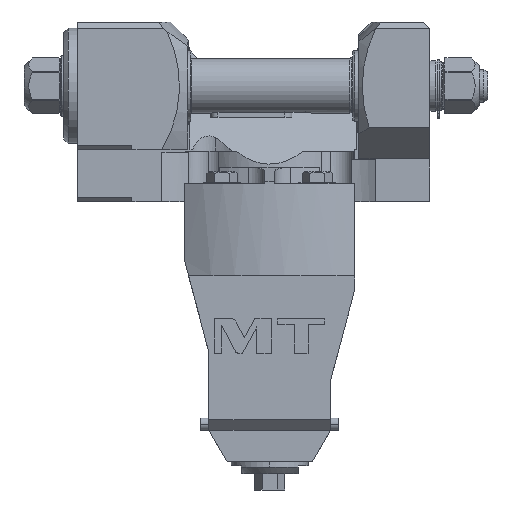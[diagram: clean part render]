
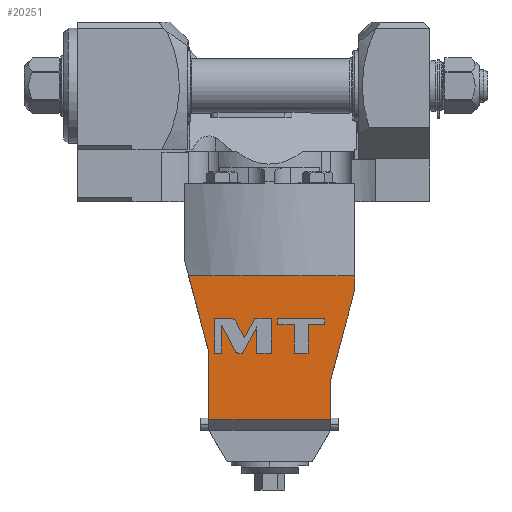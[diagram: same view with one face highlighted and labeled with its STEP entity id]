
A CAD part, left-side view. The second image highlights one B-rep face of the part: STEP entity #20251.
In plain terms, the highlighted planar face has unit normal (-1, 0, 0).
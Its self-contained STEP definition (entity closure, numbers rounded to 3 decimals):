
#721=DIRECTION('',(0.,-0.257,-0.967));
#722=VECTOR('',#721,39.006);
#723=CARTESIAN_POINT('',(-126.,40.009,2.7));
#724=LINE('',#723,#722);
#3581=DIRECTION('',(0.,0.,1.));
#3582=VECTOR('',#3581,6.9);
#3583=CARTESIAN_POINT('',(-126.,-42.,-4.2));
#3584=LINE('',#3583,#3582);
#3782=DIRECTION('',(0.,0.,-1.));
#3783=VECTOR('',#3782,33.4);
#3784=CARTESIAN_POINT('',(-126.,30.,-35.));
#3785=LINE('',#3784,#3783);
#3870=DIRECTION('',(0.,0.,1.));
#3871=VECTOR('',#3870,19.4);
#3872=CARTESIAN_POINT('',(-126.,-30.,-68.4));
#3873=LINE('',#3872,#3871);
#3882=DIRECTION('',(0.,-0.259,0.966));
#3883=VECTOR('',#3882,46.379);
#3884=CARTESIAN_POINT('',(-126.,-30.,-49.));
#3885=LINE('',#3884,#3883);
#4983=DIRECTION('',(0.,1.,0.));
#4984=VECTOR('',#4983,60.);
#4985=CARTESIAN_POINT('',(-126.,-30.,-68.4));
#4986=LINE('',#4985,#4984);
#4987=CARTESIAN_POINT('',(-126.,16.804,-19.607));
#4988=CARTESIAN_POINT('',(-126.,17.157,-18.924));
#4989=CARTESIAN_POINT('',(-126.,17.854,-18.5));
#4990=CARTESIAN_POINT('',(-126.,18.623,-18.5));
#4992=DIRECTION('',(0.,1.,0.));
#4993=VECTOR('',#4992,8.546);
#4994=CARTESIAN_POINT('',(-126.,18.623,-18.5));
#4995=LINE('',#4994,#4993);
#4996=DIRECTION('',(0.,0.,-1.));
#4997=VECTOR('',#4996,17.);
#4998=CARTESIAN_POINT('',(-126.,27.169,-18.5));
#4999=LINE('',#4998,#4997);
#5000=DIRECTION('',(0.,-1.,0.));
#5001=VECTOR('',#5000,3.536);
#5002=CARTESIAN_POINT('',(-126.,27.169,-35.5));
#5003=LINE('',#5002,#5001);
#5004=DIRECTION('',(0.,0.,1.));
#5005=VECTOR('',#5004,13.772);
#5006=CARTESIAN_POINT('',(-126.,23.633,-35.5));
#5007=LINE('',#5006,#5005);
#5008=DIRECTION('',(0.,-0.459,-0.888));
#5009=VECTOR('',#5008,14.258);
#5010=CARTESIAN_POINT('',(-126.,23.633,-21.728));
#5011=LINE('',#5010,#5009);
#5012=CARTESIAN_POINT('',(-126.,17.084,-34.393));
#5013=CARTESIAN_POINT('',(-126.,16.731,-35.076));
#5014=CARTESIAN_POINT('',(-126.,16.034,-35.5));
#5015=CARTESIAN_POINT('',(-126.,15.264,-35.5));
#5017=DIRECTION('',(0.,-1.,0.));
#5018=VECTOR('',#5017,1.773);
#5019=CARTESIAN_POINT('',(-126.,15.264,-35.5));
#5020=LINE('',#5019,#5018);
#5021=DIRECTION('',(0.,-0.481,0.877));
#5022=VECTOR('',#5021,14.75);
#5023=CARTESIAN_POINT('',(-126.,13.491,-35.5));
#5024=LINE('',#5023,#5022);
#5025=DIRECTION('',(0.,0.,-1.));
#5026=VECTOR('',#5025,12.93);
#5027=CARTESIAN_POINT('',(-126.,6.394,-22.57));
#5028=LINE('',#5027,#5026);
#5029=DIRECTION('',(0.,-1.,0.));
#5030=VECTOR('',#5029,7.154);
#5031=CARTESIAN_POINT('',(-126.,6.394,-35.5));
#5032=LINE('',#5031,#5030);
#5033=DIRECTION('',(0.,0.,1.));
#5034=VECTOR('',#5033,17.);
#5035=CARTESIAN_POINT('',(-126.,-0.76,-35.5));
#5036=LINE('',#5035,#5034);
#5037=DIRECTION('',(0.,1.,0.));
#5038=VECTOR('',#5037,8.065);
#5039=CARTESIAN_POINT('',(-126.,-0.76,-18.5));
#5040=LINE('',#5039,#5038);
#5041=DIRECTION('',(0.,0.481,-0.877));
#5042=VECTOR('',#5041,10.778);
#5043=CARTESIAN_POINT('',(-126.,7.305,-18.5));
#5044=LINE('',#5043,#5042);
#5045=DIRECTION('',(0.,0.459,0.888));
#5046=VECTOR('',#5045,9.39);
#5047=CARTESIAN_POINT('',(-126.,12.491,-27.948));
#5048=LINE('',#5047,#5046);
#5049=DIRECTION('',(0.,0.,-1.));
#5050=VECTOR('',#5049,14.105);
#5051=CARTESIAN_POINT('',(-126.,-12.193,-21.395));
#5052=LINE('',#5051,#5050);
#5053=DIRECTION('',(0.,-1.,0.));
#5054=VECTOR('',#5053,6.733);
#5055=CARTESIAN_POINT('',(-126.,-12.193,-35.5));
#5056=LINE('',#5055,#5054);
#5057=DIRECTION('',(0.,0.,1.));
#5058=VECTOR('',#5057,14.105);
#5059=CARTESIAN_POINT('',(-126.,-18.926,-35.5));
#5060=LINE('',#5059,#5058);
#5061=DIRECTION('',(0.,-1.,0.));
#5062=VECTOR('',#5061,8.242);
#5063=CARTESIAN_POINT('',(-126.,-18.926,-21.395));
#5064=LINE('',#5063,#5062);
#5065=DIRECTION('',(0.,0.,1.));
#5066=VECTOR('',#5065,2.895);
#5067=CARTESIAN_POINT('',(-126.,-27.168,-21.395));
#5068=LINE('',#5067,#5066);
#5069=DIRECTION('',(0.,1.,0.));
#5070=VECTOR('',#5069,23.217);
#5071=CARTESIAN_POINT('',(-126.,-27.168,-18.5));
#5072=LINE('',#5071,#5070);
#5073=DIRECTION('',(0.,0.,-1.));
#5074=VECTOR('',#5073,2.895);
#5075=CARTESIAN_POINT('',(-126.,-3.951,-18.5));
#5076=LINE('',#5075,#5074);
#5077=DIRECTION('',(0.,-1.,0.));
#5078=VECTOR('',#5077,8.242);
#5079=CARTESIAN_POINT('',(-126.,-3.951,-21.395));
#5080=LINE('',#5079,#5078);
#5508=DIRECTION('',(0.,1.,0.));
#5509=VECTOR('',#5508,82.009);
#5510=CARTESIAN_POINT('',(-126.,-42.,2.7));
#5511=LINE('',#5510,#5509);
#12915=CARTESIAN_POINT('',(-126.,40.009,2.7));
#12916=CARTESIAN_POINT('',(-126.,30.,-35.));
#12917=VERTEX_POINT('',#12915);
#12918=VERTEX_POINT('',#12916);
#12919=CARTESIAN_POINT('',(-126.,-30.,-49.));
#12920=CARTESIAN_POINT('',(-126.,-42.,-4.2));
#12921=VERTEX_POINT('',#12919);
#12922=VERTEX_POINT('',#12920);
#12923=CARTESIAN_POINT('',(-126.,-42.,2.7));
#12924=VERTEX_POINT('',#12923);
#12931=CARTESIAN_POINT('',(-126.,30.,-68.4));
#12933=VERTEX_POINT('',#12931);
#12934=CARTESIAN_POINT('',(-126.,-30.,-68.4));
#12935=VERTEX_POINT('',#12934);
#15154=CARTESIAN_POINT('',(-126.,16.804,-19.607));
#15155=VERTEX_POINT('',#15154);
#15156=CARTESIAN_POINT('',(-126.,18.623,-18.5));
#15157=VERTEX_POINT('',#15156);
#15158=CARTESIAN_POINT('',(-126.,27.169,-18.5));
#15159=VERTEX_POINT('',#15158);
#15160=CARTESIAN_POINT('',(-126.,27.169,-35.5));
#15161=VERTEX_POINT('',#15160);
#15162=CARTESIAN_POINT('',(-126.,23.633,-35.5));
#15163=VERTEX_POINT('',#15162);
#15164=CARTESIAN_POINT('',(-126.,23.633,-21.728));
#15165=VERTEX_POINT('',#15164);
#15166=CARTESIAN_POINT('',(-126.,17.084,-34.393));
#15167=VERTEX_POINT('',#15166);
#15168=CARTESIAN_POINT('',(-126.,15.264,-35.5));
#15169=VERTEX_POINT('',#15168);
#15170=CARTESIAN_POINT('',(-126.,13.491,-35.5));
#15171=VERTEX_POINT('',#15170);
#15172=CARTESIAN_POINT('',(-126.,6.394,-22.57));
#15173=VERTEX_POINT('',#15172);
#15174=CARTESIAN_POINT('',(-126.,6.394,-35.5));
#15175=VERTEX_POINT('',#15174);
#15176=CARTESIAN_POINT('',(-126.,-0.76,-35.5));
#15177=VERTEX_POINT('',#15176);
#15178=CARTESIAN_POINT('',(-126.,-0.76,-18.5));
#15179=VERTEX_POINT('',#15178);
#15180=CARTESIAN_POINT('',(-126.,7.305,-18.5));
#15181=VERTEX_POINT('',#15180);
#15182=CARTESIAN_POINT('',(-126.,12.491,-27.948));
#15183=VERTEX_POINT('',#15182);
#15184=CARTESIAN_POINT('',(-126.,-12.193,-21.395));
#15185=VERTEX_POINT('',#15184);
#15186=CARTESIAN_POINT('',(-126.,-12.193,-35.5));
#15187=VERTEX_POINT('',#15186);
#15188=CARTESIAN_POINT('',(-126.,-18.926,-35.5));
#15189=VERTEX_POINT('',#15188);
#15190=CARTESIAN_POINT('',(-126.,-18.926,-21.395));
#15191=VERTEX_POINT('',#15190);
#15192=CARTESIAN_POINT('',(-126.,-27.168,-21.395));
#15193=VERTEX_POINT('',#15192);
#15194=CARTESIAN_POINT('',(-126.,-27.168,-18.5));
#15195=VERTEX_POINT('',#15194);
#15196=CARTESIAN_POINT('',(-126.,-3.951,-18.5));
#15197=VERTEX_POINT('',#15196);
#15198=CARTESIAN_POINT('',(-126.,-3.951,-21.395));
#15199=VERTEX_POINT('',#15198);
#20185=CARTESIAN_POINT('',(-126.,-42.,-73.4));
#20186=DIRECTION('',(1.,0.,0.));
#20187=DIRECTION('',(0.,0.,1.));
#20188=AXIS2_PLACEMENT_3D('',#20185,#20186,#20187);
#20189=PLANE('',#20188);
#20191=ORIENTED_EDGE('',*,*,#20190,.T.);
#20192=ORIENTED_EDGE('',*,*,#19124,.F.);
#20193=ORIENTED_EDGE('',*,*,#16061,.F.);
#20195=ORIENTED_EDGE('',*,*,#20194,.F.);
#20196=ORIENTED_EDGE('',*,*,#18859,.F.);
#20197=ORIENTED_EDGE('',*,*,#19225,.F.);
#20198=ORIENTED_EDGE('',*,*,#19212,.F.);
#20199=EDGE_LOOP('',(#20191,#20192,#20193,#20195,#20196,#20197,#20198));
#20200=FACE_OUTER_BOUND('',#20199,.F.);
#20202=ORIENTED_EDGE('',*,*,#20201,.T.);
#20204=ORIENTED_EDGE('',*,*,#20203,.T.);
#20206=ORIENTED_EDGE('',*,*,#20205,.T.);
#20208=ORIENTED_EDGE('',*,*,#20207,.T.);
#20210=ORIENTED_EDGE('',*,*,#20209,.T.);
#20212=ORIENTED_EDGE('',*,*,#20211,.T.);
#20214=ORIENTED_EDGE('',*,*,#20213,.T.);
#20216=ORIENTED_EDGE('',*,*,#20215,.T.);
#20218=ORIENTED_EDGE('',*,*,#20217,.T.);
#20220=ORIENTED_EDGE('',*,*,#20219,.T.);
#20222=ORIENTED_EDGE('',*,*,#20221,.T.);
#20224=ORIENTED_EDGE('',*,*,#20223,.T.);
#20226=ORIENTED_EDGE('',*,*,#20225,.T.);
#20228=ORIENTED_EDGE('',*,*,#20227,.T.);
#20230=ORIENTED_EDGE('',*,*,#20229,.T.);
#20231=EDGE_LOOP('',(#20202,#20204,#20206,#20208,#20210,#20212,#20214,#20216,
#20218,#20220,#20222,#20224,#20226,#20228,#20230));
#20232=FACE_BOUND('',#20231,.F.);
#20234=ORIENTED_EDGE('',*,*,#20233,.T.);
#20236=ORIENTED_EDGE('',*,*,#20235,.T.);
#20238=ORIENTED_EDGE('',*,*,#20237,.T.);
#20240=ORIENTED_EDGE('',*,*,#20239,.T.);
#20242=ORIENTED_EDGE('',*,*,#20241,.T.);
#20244=ORIENTED_EDGE('',*,*,#20243,.T.);
#20246=ORIENTED_EDGE('',*,*,#20245,.T.);
#20248=ORIENTED_EDGE('',*,*,#20247,.T.);
#20249=EDGE_LOOP('',(#20234,#20236,#20238,#20240,#20242,#20244,#20246,#20248));
#20250=FACE_BOUND('',#20249,.F.);
#20251=ADVANCED_FACE('',(#20200,#20232,#20250),#20189,.F.);
#4991=B_SPLINE_CURVE_WITH_KNOTS('',3,(#4987,#4988,#4989,#4990),.UNSPECIFIED.,
.F.,.F.,(4,4),(0.,1.),.UNSPECIFIED.);
#5016=B_SPLINE_CURVE_WITH_KNOTS('',3,(#5012,#5013,#5014,#5015),.UNSPECIFIED.,
.F.,.F.,(4,4),(0.,1.),.UNSPECIFIED.);
#16061=EDGE_CURVE('',#12917,#12918,#724,.T.);
#18859=EDGE_CURVE('',#12922,#12924,#3584,.T.);
#19124=EDGE_CURVE('',#12918,#12933,#3785,.T.);
#19212=EDGE_CURVE('',#12935,#12921,#3873,.T.);
#19225=EDGE_CURVE('',#12921,#12922,#3885,.T.);
#20190=EDGE_CURVE('',#12935,#12933,#4986,.T.);
#20194=EDGE_CURVE('',#12924,#12917,#5511,.T.);
#20201=EDGE_CURVE('',#15155,#15157,#4991,.T.);
#20203=EDGE_CURVE('',#15157,#15159,#4995,.T.);
#20205=EDGE_CURVE('',#15159,#15161,#4999,.T.);
#20207=EDGE_CURVE('',#15161,#15163,#5003,.T.);
#20209=EDGE_CURVE('',#15163,#15165,#5007,.T.);
#20211=EDGE_CURVE('',#15165,#15167,#5011,.T.);
#20213=EDGE_CURVE('',#15167,#15169,#5016,.T.);
#20215=EDGE_CURVE('',#15169,#15171,#5020,.T.);
#20217=EDGE_CURVE('',#15171,#15173,#5024,.T.);
#20219=EDGE_CURVE('',#15173,#15175,#5028,.T.);
#20221=EDGE_CURVE('',#15175,#15177,#5032,.T.);
#20223=EDGE_CURVE('',#15177,#15179,#5036,.T.);
#20225=EDGE_CURVE('',#15179,#15181,#5040,.T.);
#20227=EDGE_CURVE('',#15181,#15183,#5044,.T.);
#20229=EDGE_CURVE('',#15183,#15155,#5048,.T.);
#20233=EDGE_CURVE('',#15185,#15187,#5052,.T.);
#20235=EDGE_CURVE('',#15187,#15189,#5056,.T.);
#20237=EDGE_CURVE('',#15189,#15191,#5060,.T.);
#20239=EDGE_CURVE('',#15191,#15193,#5064,.T.);
#20241=EDGE_CURVE('',#15193,#15195,#5068,.T.);
#20243=EDGE_CURVE('',#15195,#15197,#5072,.T.);
#20245=EDGE_CURVE('',#15197,#15199,#5076,.T.);
#20247=EDGE_CURVE('',#15199,#15185,#5080,.T.);
